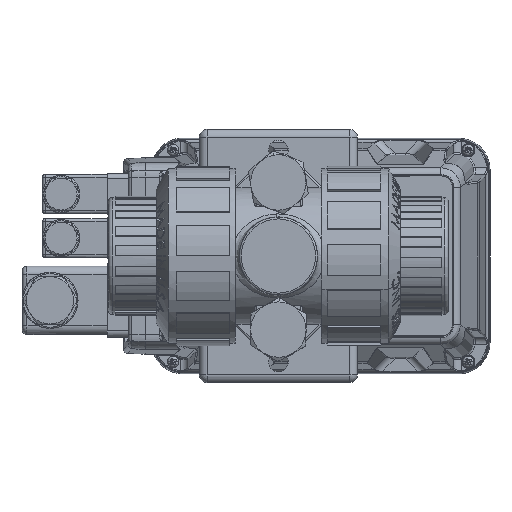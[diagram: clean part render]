
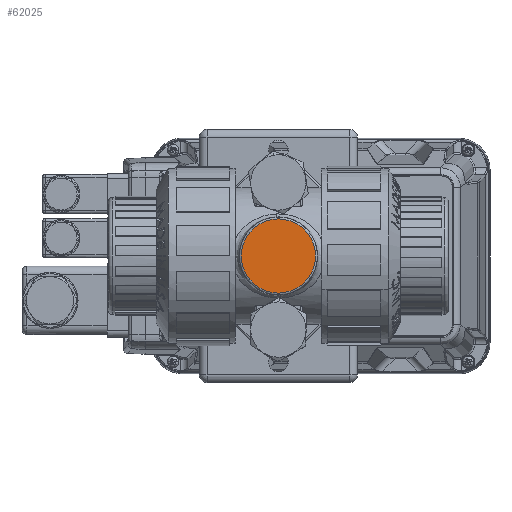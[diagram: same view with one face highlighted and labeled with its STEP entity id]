
A CAD part, front view. The second image highlights one B-rep face of the part: STEP entity #62025.
In plain terms, the highlighted planar face has unit normal (0, -1, 0).
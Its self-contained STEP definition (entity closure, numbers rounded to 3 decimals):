
#2172 = CARTESIAN_POINT ( 'NONE',  ( 0., -36.5, -14.891 ) ) ;
#16551 = AXIS2_PLACEMENT_3D ( 'NONE', #34454, #54826, #36323 ) ;
#20473 = PLANE ( 'NONE',  #78234 ) ;
#26797 = CIRCLE ( 'NONE', #16551, 14.891 ) ;
#29991 = CIRCLE ( 'NONE', #32088, 14.891 ) ;
#30058 = DIRECTION ( 'NONE',  ( 0., 1., 0. ) ) ;
#32088 = AXIS2_PLACEMENT_3D ( 'NONE', #42091, #62474, #51675 ) ;
#34454 = CARTESIAN_POINT ( 'NONE',  ( 0., -36.5, 0. ) ) ;
#36323 = DIRECTION ( 'NONE',  ( 0., 0., 1. ) ) ;
#38138 = EDGE_CURVE ( 'Defeatured_0_1103+Defeatured_0_1137+Defeatured_0_1137+Defeatured_0_1137', #40665, #96776, #29991, .T. ) ;
#40665 = VERTEX_POINT ( 'NONE', #110987 ) ;
#42091 = CARTESIAN_POINT ( 'NONE',  ( 0., -36.5, 0. ) ) ;
#46173 = EDGE_CURVE ( 'Defeatured_0_1103+Defeatured_0_1137+Defeatured_0_1137+Defeatured_0_1137', #96776, #40665, #26797, .T. ) ;
#47248 = CARTESIAN_POINT ( 'NONE',  ( 0., -36.5, 0. ) ) ;
#48525 = DIRECTION ( 'NONE',  ( 0., 0., 1. ) ) ;
#51675 = DIRECTION ( 'NONE',  ( 0., 0., 1. ) ) ;
#54826 = DIRECTION ( 'NONE',  ( 0., -1., 0. ) ) ;
#62025 = ADVANCED_FACE ( 'Defeatured_0_1103', ( #107789 ), #20473, .F. ) ;
#62474 = DIRECTION ( 'NONE',  ( 0., -1., 0. ) ) ;
#69140 = EDGE_LOOP ( 'NONE', ( #89625, #121427 ) ) ;
#78234 = AXIS2_PLACEMENT_3D ( 'NONE', #47248, #30058, #48525 ) ;
#89625 = ORIENTED_EDGE ( 'NONE', *, *, #38138, .T. ) ;
#96776 = VERTEX_POINT ( 'NONE', #2172 ) ;
#107789 = FACE_OUTER_BOUND ( 'NONE', #69140, .T. ) ;
#110987 = CARTESIAN_POINT ( 'NONE',  ( 0., -36.5, 14.891 ) ) ;
#121427 = ORIENTED_EDGE ( 'NONE', *, *, #46173, .T. ) ;
